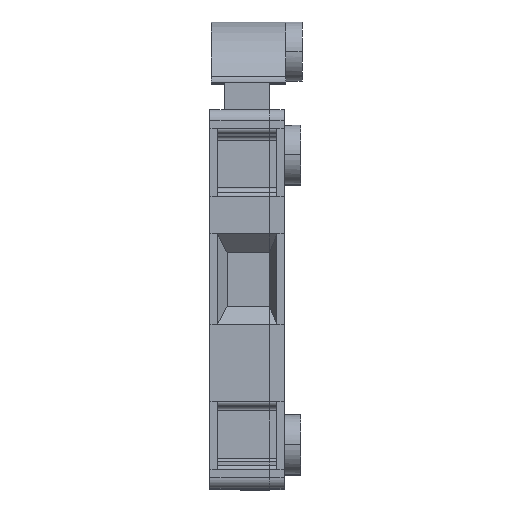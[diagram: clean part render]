
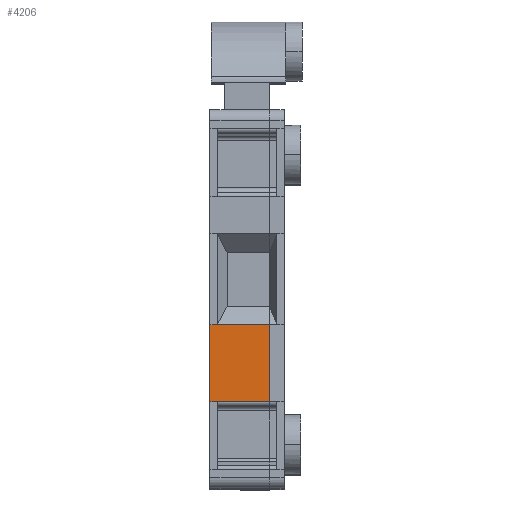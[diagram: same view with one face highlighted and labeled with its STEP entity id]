
A CAD part, top view. The second image highlights one B-rep face of the part: STEP entity #4206.
In plain terms, the highlighted planar face has unit normal (0, 0, 1).
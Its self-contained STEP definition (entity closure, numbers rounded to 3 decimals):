
#3653=AXIS2_PLACEMENT_3D('Plane Axis2P3D',#3650,#3651,#3652) ;
#1154=CARTESIAN_POINT('Vertex',(4.,11.05,73.1)) ;
#1157=CARTESIAN_POINT('Line Origine',(4.,8.45,73.1)) ;
#1161=CARTESIAN_POINT('Vertex',(4.,5.85,73.1)) ;
#2036=CARTESIAN_POINT('Vertex',(0.,5.85,73.1)) ;
#2039=CARTESIAN_POINT('Line Origine',(0.,8.45,73.1)) ;
#2043=CARTESIAN_POINT('Vertex',(0.,11.05,73.1)) ;
#3650=CARTESIAN_POINT('Axis2P3D Location',(0.,0.75,73.1)) ;
#4166=CARTESIAN_POINT('Vertex',(0.5,11.05,73.1)) ;
#4169=CARTESIAN_POINT('Line Origine',(2.25,11.05,73.1)) ;
#4181=CARTESIAN_POINT('Line Origine',(0.25,5.85,73.1)) ;
#4185=CARTESIAN_POINT('Vertex',(0.5,5.85,73.1)) ;
#4188=CARTESIAN_POINT('Line Origine',(2.25,5.85,73.1)) ;
#4193=CARTESIAN_POINT('Line Origine',(0.25,11.05,73.1)) ;
#1158=DIRECTION('Vector Direction',(0.,1.,0.)) ;
#2040=DIRECTION('Vector Direction',(0.,1.,0.)) ;
#3651=DIRECTION('Axis2P3D Direction',(0.,0.,1.)) ;
#3652=DIRECTION('Axis2P3D XDirection',(0.,1.,0.)) ;
#4170=DIRECTION('Vector Direction',(-1.,0.,0.)) ;
#4182=DIRECTION('Vector Direction',(-1.,0.,0.)) ;
#4189=DIRECTION('Vector Direction',(-1.,0.,0.)) ;
#4194=DIRECTION('Vector Direction',(-1.,0.,0.)) ;
#1159=VECTOR('Line Direction',#1158,1.) ;
#2041=VECTOR('Line Direction',#2040,1.) ;
#4171=VECTOR('Line Direction',#4170,1.) ;
#4183=VECTOR('Line Direction',#4182,1.) ;
#4190=VECTOR('Line Direction',#4189,1.) ;
#4195=VECTOR('Line Direction',#4194,1.) ;
#4199=ORIENTED_EDGE('',*,*,#4187,.F.) ;
#4200=ORIENTED_EDGE('',*,*,#4192,.F.) ;
#4201=ORIENTED_EDGE('',*,*,#1163,.T.) ;
#4202=ORIENTED_EDGE('',*,*,#4173,.T.) ;
#4203=ORIENTED_EDGE('',*,*,#4197,.T.) ;
#4204=ORIENTED_EDGE('',*,*,#2045,.F.) ;
#4206=ADVANCED_FACE('FEGH ZTA2.1\\PartBody',(#4205),#3654,.T.) ;
#1163=EDGE_CURVE('',#1162,#1155,#1160,.T.) ;
#2045=EDGE_CURVE('',#2037,#2044,#2042,.T.) ;
#4173=EDGE_CURVE('',#1155,#4167,#4172,.T.) ;
#4187=EDGE_CURVE('',#4186,#2037,#4184,.T.) ;
#4192=EDGE_CURVE('',#1162,#4186,#4191,.T.) ;
#4197=EDGE_CURVE('',#4167,#2044,#4196,.T.) ;
#4198=EDGE_LOOP('',(#4199,#4200,#4201,#4202,#4203,#4204)) ;
#4205=FACE_OUTER_BOUND('',#4198,.T.) ;
#1160=LINE('Line',#1157,#1159) ;
#2042=LINE('Line',#2039,#2041) ;
#4172=LINE('Line',#4169,#4171) ;
#4184=LINE('Line',#4181,#4183) ;
#4191=LINE('Line',#4188,#4190) ;
#4196=LINE('Line',#4193,#4195) ;
#3654=PLANE('',#3653) ;
#1155=VERTEX_POINT('',#1154) ;
#1162=VERTEX_POINT('',#1161) ;
#2037=VERTEX_POINT('',#2036) ;
#2044=VERTEX_POINT('',#2043) ;
#4167=VERTEX_POINT('',#4166) ;
#4186=VERTEX_POINT('',#4185) ;
